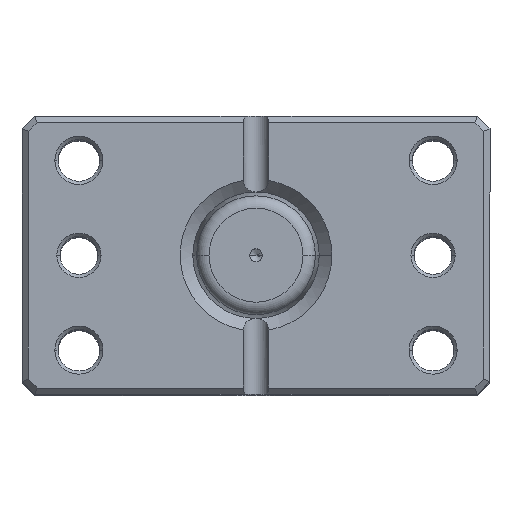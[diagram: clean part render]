
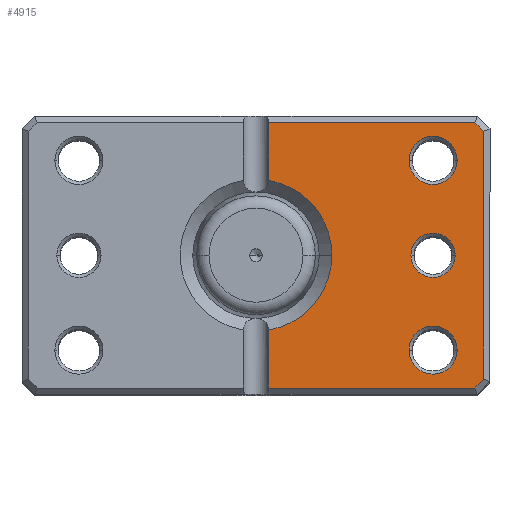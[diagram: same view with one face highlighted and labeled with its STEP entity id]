
A CAD part, top view. The second image highlights one B-rep face of the part: STEP entity #4915.
In plain terms, the highlighted face is planar.
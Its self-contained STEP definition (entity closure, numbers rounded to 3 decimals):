
#9 = CIRCLE ( 'NONE', #2615, 12. ) ;
#259 = AXIS2_PLACEMENT_3D ( 'NONE', #4432, #2305, #6581 ) ;
#277 = DIRECTION ( 'NONE',  ( 0., 0., 1. ) ) ;
#315 = CARTESIAN_POINT ( 'NONE',  ( -24.5, 0., 0. ) ) ;
#321 = CARTESIAN_POINT ( 'NONE',  ( -28., 0., 0. ) ) ;
#369 = PLANE ( 'NONE',  #5053 ) ;
#412 = CIRCLE ( 'NONE', #259, 12. ) ;
#437 = EDGE_CURVE ( 'NONE', #2460, #5573, #1390, .T. ) ;
#459 = LINE ( 'NONE', #1879, #5975 ) ;
#528 = VERTEX_POINT ( 'NONE', #812 ) ;
#700 = VERTEX_POINT ( 'NONE', #5637 ) ;
#765 = EDGE_LOOP ( 'NONE', ( #897, #6746, #2798, #4367, #5988, #6176, #6338, #3779, #4116 ) ) ;
#773 = CIRCLE ( 'NONE', #5249, 3.5 ) ;
#797 = EDGE_CURVE ( 'NONE', #528, #700, #459, .T. ) ;
#810 = EDGE_CURVE ( 'NONE', #2958, #2460, #4694, .T. ) ;
#812 = CARTESIAN_POINT ( 'NONE',  ( -2., -21., 0. ) ) ;
#823 = ORIENTED_EDGE ( 'NONE', *, *, #5715, .T. ) ;
#897 = ORIENTED_EDGE ( 'NONE', *, *, #437, .T. ) ;
#950 = DIRECTION ( 'NONE',  ( 0., 0., 1. ) ) ;
#981 = LINE ( 'NONE', #5184, #2417 ) ;
#986 = EDGE_CURVE ( 'NONE', #2177, #4918, #2514, .T. ) ;
#1053 = ORIENTED_EDGE ( 'NONE', *, *, #3030, .T. ) ;
#1058 = VECTOR ( 'NONE', #3193, 1000. ) ;
#1207 = CARTESIAN_POINT ( 'NONE',  ( -27.793, 27.793, 0. ) ) ;
#1226 = DIRECTION ( 'NONE',  ( 0., -1., 0. ) ) ;
#1269 = CARTESIAN_POINT ( 'NONE',  ( 0., 21., 0. ) ) ;
#1279 = CARTESIAN_POINT ( 'NONE',  ( -2., 22., 0. ) ) ;
#1288 = EDGE_CURVE ( 'NONE', #4845, #5078, #3018, .T. ) ;
#1390 = LINE ( 'NONE', #1279, #5461 ) ;
#1402 = ORIENTED_EDGE ( 'NONE', *, *, #2054, .T. ) ;
#1435 = DIRECTION ( 'NONE',  ( 1., 0., 0. ) ) ;
#1527 = CARTESIAN_POINT ( 'NONE',  ( -31.5, 0., 0. ) ) ;
#1587 = CARTESIAN_POINT ( 'NONE',  ( -31.8, -15., 0. ) ) ;
#1696 = DIRECTION ( 'NONE',  ( -1., 0., 0. ) ) ;
#1710 = DIRECTION ( 'NONE',  ( 0., 0., 1. ) ) ;
#1810 = EDGE_CURVE ( 'NONE', #1820, #2250, #2168, .T. ) ;
#1820 = VERTEX_POINT ( 'NONE', #1587 ) ;
#1879 = CARTESIAN_POINT ( 'NONE',  ( 0., -21., 0. ) ) ;
#1905 = ORIENTED_EDGE ( 'NONE', *, *, #3670, .T. ) ;
#1923 = EDGE_CURVE ( 'NONE', #4070, #4886, #412, .T. ) ;
#1935 = EDGE_LOOP ( 'NONE', ( #6182, #823 ) ) ;
#1954 = DIRECTION ( 'NONE',  ( 0., 1., 0. ) ) ;
#1976 = DIRECTION ( 'NONE',  ( 0., 0., 1. ) ) ;
#1990 = DIRECTION ( 'NONE',  ( 0., 0., 1. ) ) ;
#2054 = EDGE_CURVE ( 'NONE', #5350, #4373, #6364, .T. ) ;
#2168 = CIRCLE ( 'NONE', #3584, 3.8 ) ;
#2177 = VERTEX_POINT ( 'NONE', #5152 ) ;
#2250 = VERTEX_POINT ( 'NONE', #2573 ) ;
#2305 = DIRECTION ( 'NONE',  ( 0., 0., 1. ) ) ;
#2371 = CARTESIAN_POINT ( 'NONE',  ( -28., 0., 0. ) ) ;
#2417 = VECTOR ( 'NONE', #2536, 1000. ) ;
#2460 = VERTEX_POINT ( 'NONE', #4078 ) ;
#2514 = CIRCLE ( 'NONE', #5165, 3.8 ) ;
#2536 = DIRECTION ( 'NONE',  ( 0., -1., 0. ) ) ;
#2572 = FACE_OUTER_BOUND ( 'NONE', #765, .T. ) ;
#2573 = CARTESIAN_POINT ( 'NONE',  ( -24.2, -15., 0. ) ) ;
#2615 = AXIS2_PLACEMENT_3D ( 'NONE', #3447, #277, #3973 ) ;
#2732 = FACE_BOUND ( 'NONE', #5687, .T. ) ;
#2744 = CARTESIAN_POINT ( 'NONE',  ( -36., 0., 0. ) ) ;
#2798 = ORIENTED_EDGE ( 'NONE', *, *, #1923, .T. ) ;
#2832 = VECTOR ( 'NONE', #1954, 1000. ) ;
#2891 = DIRECTION ( 'NONE',  ( 1., 0., 0. ) ) ;
#2923 = CARTESIAN_POINT ( 'NONE',  ( -28., -15., 0. ) ) ;
#2958 = VERTEX_POINT ( 'NONE', #4392 ) ;
#3002 = DIRECTION ( 'NONE',  ( 1., 0., 0. ) ) ;
#3018 = LINE ( 'NONE', #2744, #2832 ) ;
#3030 = EDGE_CURVE ( 'NONE', #4373, #5350, #773, .T. ) ;
#3035 = CARTESIAN_POINT ( 'NONE',  ( -2., -11.832, 0. ) ) ;
#3042 = CARTESIAN_POINT ( 'NONE',  ( -28., 15., 0. ) ) ;
#3128 = VECTOR ( 'NONE', #3002, 1000. ) ;
#3187 = CARTESIAN_POINT ( 'NONE',  ( -2., 11.832, 0. ) ) ;
#3193 = DIRECTION ( 'NONE',  ( -0.707, 0.707, 0. ) ) ;
#3321 = VECTOR ( 'NONE', #4374, 1000. ) ;
#3442 = DIRECTION ( 'NONE',  ( 1., 0., 0. ) ) ;
#3447 = CARTESIAN_POINT ( 'NONE',  ( 0., 0., 0. ) ) ;
#3468 = EDGE_LOOP ( 'NONE', ( #5828, #1905 ) ) ;
#3584 = AXIS2_PLACEMENT_3D ( 'NONE', #4252, #950, #4136 ) ;
#3670 = EDGE_CURVE ( 'NONE', #2250, #1820, #3814, .T. ) ;
#3716 = CARTESIAN_POINT ( 'NONE',  ( -27.793, -27.793, 0. ) ) ;
#3779 = ORIENTED_EDGE ( 'NONE', *, *, #4625, .T. ) ;
#3814 = CIRCLE ( 'NONE', #6078, 3.8 ) ;
#3966 = FACE_BOUND ( 'NONE', #1935, .T. ) ;
#3973 = DIRECTION ( 'NONE',  ( 1., 0., 0. ) ) ;
#4023 = CARTESIAN_POINT ( 'NONE',  ( -36., -19.586, 0. ) ) ;
#4070 = VERTEX_POINT ( 'NONE', #4430 ) ;
#4078 = CARTESIAN_POINT ( 'NONE',  ( -2., 21., 0. ) ) ;
#4116 = ORIENTED_EDGE ( 'NONE', *, *, #810, .T. ) ;
#4136 = DIRECTION ( 'NONE',  ( 1., 0., 0. ) ) ;
#4181 = CIRCLE ( 'NONE', #5457, 3.8 ) ;
#4252 = CARTESIAN_POINT ( 'NONE',  ( -28., -15., 0. ) ) ;
#4367 = ORIENTED_EDGE ( 'NONE', *, *, #4953, .T. ) ;
#4373 = VERTEX_POINT ( 'NONE', #1527 ) ;
#4374 = DIRECTION ( 'NONE',  ( 0.707, 0.707, 0. ) ) ;
#4392 = CARTESIAN_POINT ( 'NONE',  ( -34.586, 21., 0. ) ) ;
#4430 = CARTESIAN_POINT ( 'NONE',  ( -12., 0., 0. ) ) ;
#4432 = CARTESIAN_POINT ( 'NONE',  ( 0., 0., 0. ) ) ;
#4517 = AXIS2_PLACEMENT_3D ( 'NONE', #321, #6940, #6911 ) ;
#4625 = EDGE_CURVE ( 'NONE', #5078, #2958, #4898, .T. ) ;
#4694 = LINE ( 'NONE', #1269, #3128 ) ;
#4845 = VERTEX_POINT ( 'NONE', #4023 ) ;
#4877 = CARTESIAN_POINT ( 'NONE',  ( -28., 15., 0. ) ) ;
#4886 = VERTEX_POINT ( 'NONE', #3035 ) ;
#4898 = LINE ( 'NONE', #1207, #3321 ) ;
#4915 = ADVANCED_FACE ( 'NONE', ( #2732, #5402, #3966, #2572 ), #369, .F. ) ;
#4918 = VERTEX_POINT ( 'NONE', #6773 ) ;
#4953 = EDGE_CURVE ( 'NONE', #4886, #528, #981, .T. ) ;
#5053 = AXIS2_PLACEMENT_3D ( 'NONE', #6245, #1990, #5714 ) ;
#5078 = VERTEX_POINT ( 'NONE', #6405 ) ;
#5108 = EDGE_CURVE ( 'NONE', #700, #4845, #6905, .T. ) ;
#5152 = CARTESIAN_POINT ( 'NONE',  ( -31.8, 15., 0. ) ) ;
#5165 = AXIS2_PLACEMENT_3D ( 'NONE', #3042, #1976, #1435 ) ;
#5184 = CARTESIAN_POINT ( 'NONE',  ( -2., 22., 0. ) ) ;
#5249 = AXIS2_PLACEMENT_3D ( 'NONE', #2371, #6119, #2891 ) ;
#5350 = VERTEX_POINT ( 'NONE', #315 ) ;
#5402 = FACE_BOUND ( 'NONE', #3468, .T. ) ;
#5429 = DIRECTION ( 'NONE',  ( 1., 0., 0. ) ) ;
#5457 = AXIS2_PLACEMENT_3D ( 'NONE', #4877, #1710, #5429 ) ;
#5461 = VECTOR ( 'NONE', #1226, 1000. ) ;
#5573 = VERTEX_POINT ( 'NONE', #3187 ) ;
#5637 = CARTESIAN_POINT ( 'NONE',  ( -34.586, -21., 0. ) ) ;
#5687 = EDGE_LOOP ( 'NONE', ( #1053, #1402 ) ) ;
#5714 = DIRECTION ( 'NONE',  ( 1., 0., 0. ) ) ;
#5715 = EDGE_CURVE ( 'NONE', #4918, #2177, #4181, .T. ) ;
#5828 = ORIENTED_EDGE ( 'NONE', *, *, #1810, .T. ) ;
#5975 = VECTOR ( 'NONE', #1696, 1000. ) ;
#5988 = ORIENTED_EDGE ( 'NONE', *, *, #797, .T. ) ;
#6078 = AXIS2_PLACEMENT_3D ( 'NONE', #2923, #6659, #3442 ) ;
#6119 = DIRECTION ( 'NONE',  ( 0., 0., 1. ) ) ;
#6176 = ORIENTED_EDGE ( 'NONE', *, *, #5108, .T. ) ;
#6182 = ORIENTED_EDGE ( 'NONE', *, *, #986, .T. ) ;
#6245 = CARTESIAN_POINT ( 'NONE',  ( 0., 0., 0. ) ) ;
#6338 = ORIENTED_EDGE ( 'NONE', *, *, #1288, .T. ) ;
#6364 = CIRCLE ( 'NONE', #4517, 3.5 ) ;
#6405 = CARTESIAN_POINT ( 'NONE',  ( -36., 19.586, 0. ) ) ;
#6483 = EDGE_CURVE ( 'NONE', #5573, #4070, #9, .T. ) ;
#6581 = DIRECTION ( 'NONE',  ( 1., 0., 0. ) ) ;
#6659 = DIRECTION ( 'NONE',  ( 0., 0., 1. ) ) ;
#6746 = ORIENTED_EDGE ( 'NONE', *, *, #6483, .T. ) ;
#6773 = CARTESIAN_POINT ( 'NONE',  ( -24.2, 15., 0. ) ) ;
#6905 = LINE ( 'NONE', #3716, #1058 ) ;
#6911 = DIRECTION ( 'NONE',  ( 1., 0., 0. ) ) ;
#6940 = DIRECTION ( 'NONE',  ( 0., 0., 1. ) ) ;
